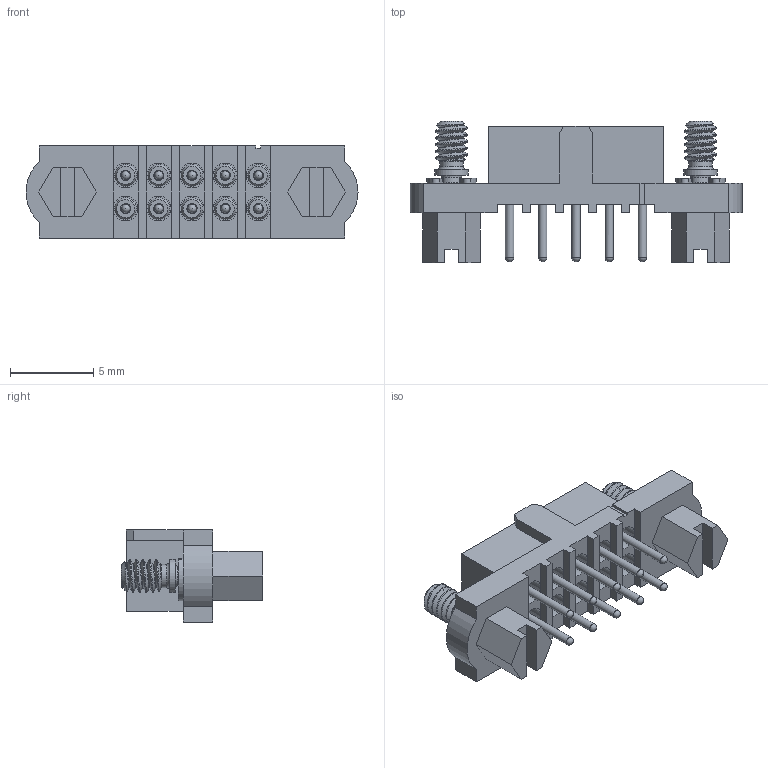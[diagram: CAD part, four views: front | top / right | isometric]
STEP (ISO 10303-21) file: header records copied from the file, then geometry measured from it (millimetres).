
FILE_DESCRIPTION(/* description */ (''),/* implementation_level */ '2;1');
FILE_NAME(/* name */ 'M80-4001042_asm.stp.iam.stp',/* time_stamp */ '2023-05-24T08:40:22+02:00',/* author */ ('mraoul'),/* organization */ (''),/* preprocessor_version */ 'ST-DEVELOPER v19.2',/* originating_system */ 'Autodesk Inventor 2024',/* authorisation */ '');
FILE_SCHEMA (('AUTOMOTIVE_DESIGN { 1 0 10303 214 3 1 1 }'));
Length unit declared in the file: millimetre
Products named in the file (8): M80-4001042_asm.stp; M80-4005001_ASM; M80-2605098; M80-0150001_ASM; M80-0140006; Y3198; M80-214; M80-215
Assembly tree (18 placements, depth 4):
  M80-4001042_asm.stp
    M80-4005001_ASM
      M80-2605098
      M80-0150001_ASM  x10
        M80-0140006
        Y3198
      M80-214  x2
      M80-215  x2
Bounding box: 20 x 8.5 x 5.55 mm (x, y, z)
Volume: 355.5 mm3; surface area: 1241.1 mm2
Topology: 25 solids, 25 shells, 1000 faces, 2366 edges, 1454 vertices
Faces by surface type: bspline 412, plane 310, cylinder 156, cone 94, torus 18, sphere 10
Full cylindrical faces by diameter (mm): 0.5 x10, 0.82 x10, 1.2 x2, 1.21 x10, 1.24 x10, 1.32 x10, 1.4 x2, 1.45 x10, 1.49 x10, 1.5 x10, 1.933 x8, 2 x4, 2.2 x2
Entity records: 11115 total; most frequent: CARTESIAN_POINT 5376, ORIENTED_EDGE 1128, DIRECTION 1064, EDGE_CURVE 564, AXIS2_PLACEMENT_3D 374, VERTEX_POINT 365, LINE 316, VECTOR 316
